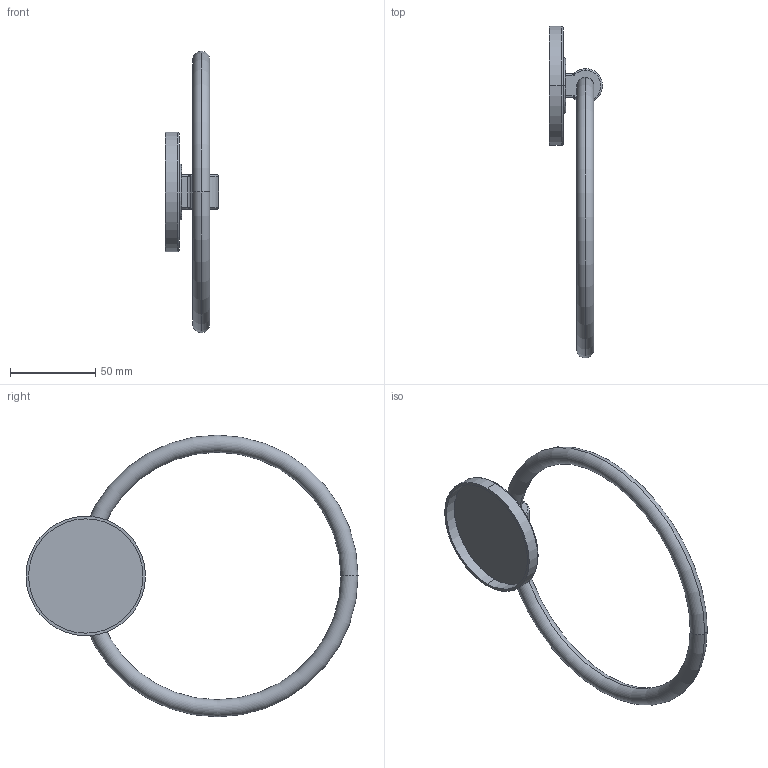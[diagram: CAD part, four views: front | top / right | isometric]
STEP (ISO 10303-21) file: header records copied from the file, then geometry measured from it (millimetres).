
FILE_DESCRIPTION (( 'STEP AP203' ), '1' );
FILE_NAME ('18403.STEP', '2013-03-07T20:57:29', ( '' ), ( '' ), 'SwSTEP 2.0', 'SolidWorks 2012', '' );
FILE_SCHEMA (( 'CONFIG_CONTROL_DESIGN' ));
Length unit declared in the file: millimetre
Products named in the file (4): 18403; TS-402; TS-403; TS-401
Assembly tree (3 placements, depth 2):
  18403
    TS-401
    TS-402
    TS-403
Bounding box: 31.14 x 194.5 x 165 mm (x, y, z)
Volume: 52202.5 mm3; surface area: 29092.2 mm2
Topology: 3 solids, 3 shells, 56 faces, 114 edges, 60 vertices
Faces by surface type: torus 18, cylinder 17, plane 13, sphere 4, bspline 4
Entity records: 2156 total; most frequent: CARTESIAN_POINT 608, DIRECTION 278, ORIENTED_EDGE 212, AXIS2_PLACEMENT_3D 126, EDGE_CURVE 106, CIRCLE 68, VERTEX_POINT 60, EDGE_LOOP 60
